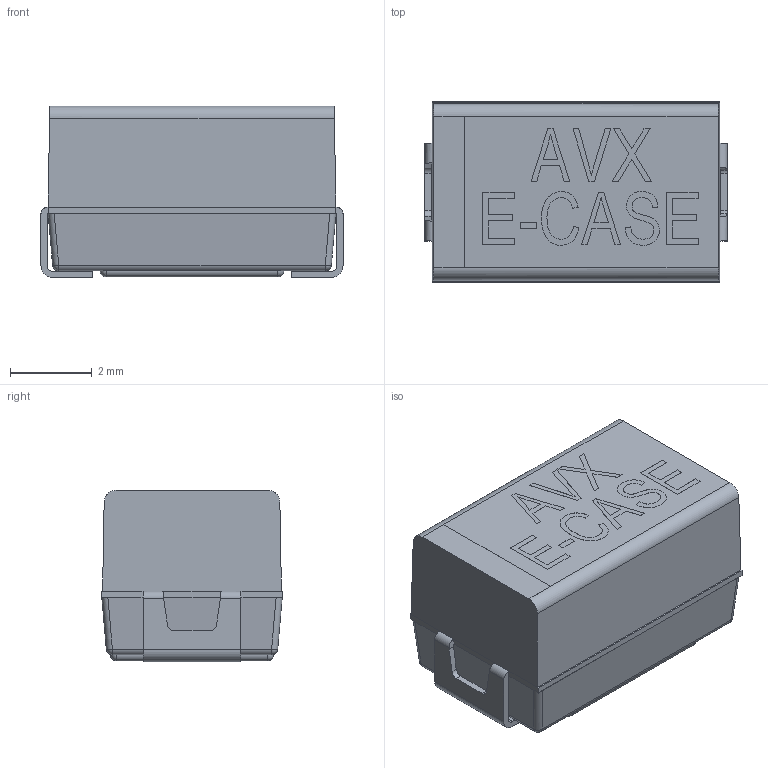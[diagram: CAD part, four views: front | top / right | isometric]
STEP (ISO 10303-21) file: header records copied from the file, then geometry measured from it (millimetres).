
FILE_DESCRIPTION(('FreeCAD Model'),'2;1');
FILE_NAME('Cap_2917_AVX_E_CASE.step','2016-03-24T17:14:14', ('Author'),(''),'Open CASCADE STEP processor 6.8','FreeCAD','Unknown' );
FILE_SCHEMA(('AUTOMOTIVE_DESIGN_CC2 { 1 2 10303 214 -1 1 5 4 }'));
Length unit declared in the file: millimetre
Products named in the file (2): ASSEMBLY; Cap_2917_AVX_E_CASE
Assembly tree (1 placements, depth 2):
  ASSEMBLY
    Cap_2917_AVX_E_CASE
Bounding box: 7.4 x 4.45 x 4.2 mm (x, y, z)
Volume: 125.7 mm3; surface area: 174.6 mm2
Topology: 1 solids, 1 shells, 213 faces, 564 edges, 356 vertices
Faces by surface type: plane 135, bspline 36, cylinder 34, sphere 8
Entity records: 23486 total; most frequent: CARTESIAN_POINT 11576, DIRECTION 1632, LINE 1154, VECTOR 1154, ORIENTED_EDGE 1120, PCURVE 1120, DEFINITIONAL_REPRESENTATION 1120, EDGE_CURVE 560
